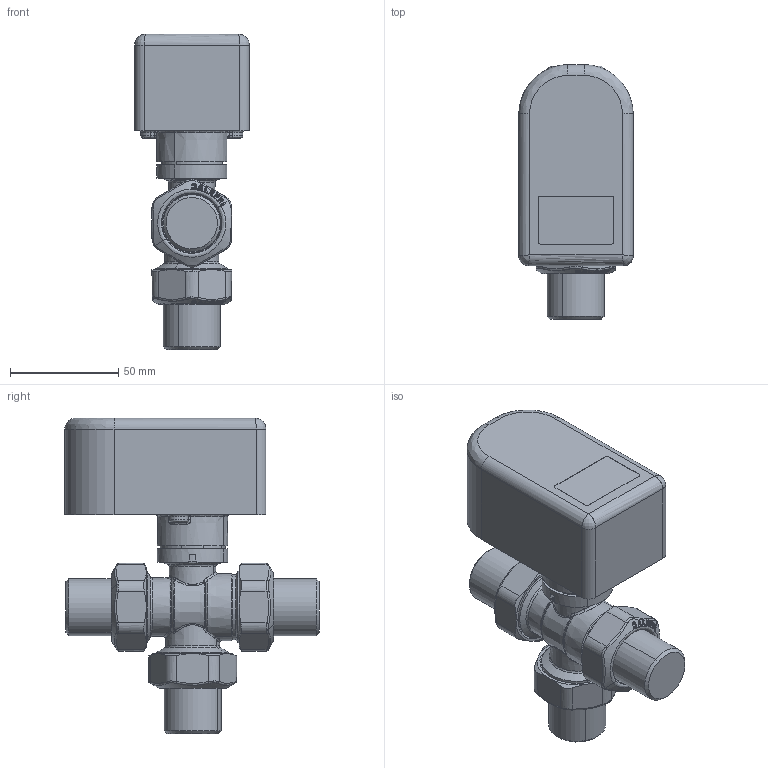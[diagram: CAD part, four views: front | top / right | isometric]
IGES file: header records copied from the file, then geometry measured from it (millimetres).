
Start section: START RECORD GO HERE.
Global section: file name: IGES_644358_-_TST.igs; native system: DASSAULT SYSTEMES CATIA Version 5-6 Release 2014 - www.3ds.com; preprocessor: V5-6R2014_5.24.5.0.02-24-2015.20.00; author: advantage; organization: CALEFFI; date: 20170308.140243; units: millimetre
Bounding box: 52.9 x 117.54 x 145.8 mm (x, y, z)
Surface area: 49163.9 mm2 (no closed solid volume)
Topology: 0 solids, 0 shells, 1621 faces, 7389 edges, 7312 vertices
Faces by surface type: bspline 1116, revolution 435, plane 70
